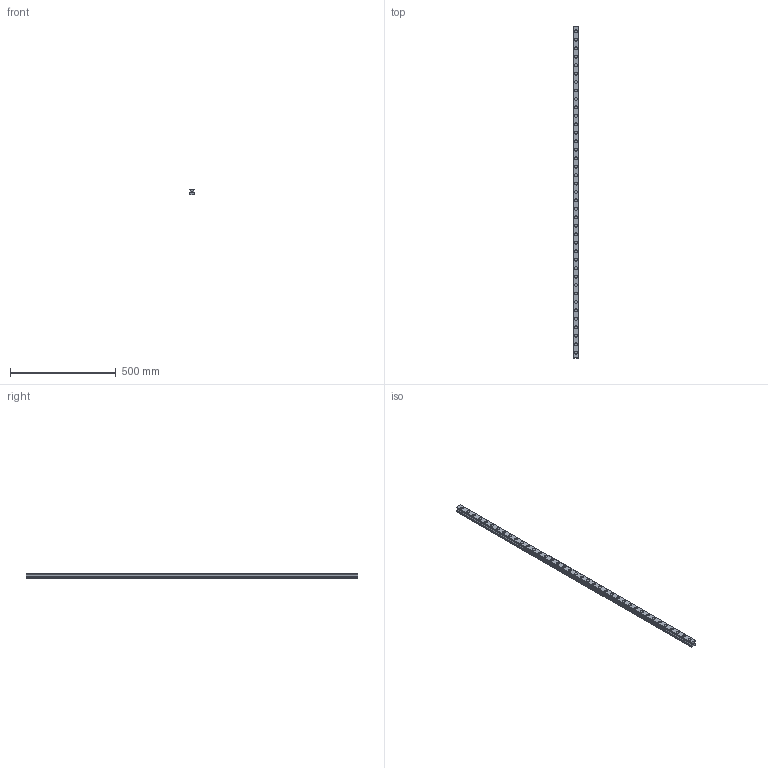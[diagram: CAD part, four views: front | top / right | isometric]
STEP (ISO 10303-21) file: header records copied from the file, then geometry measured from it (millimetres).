
FILE_DESCRIPTION(('STEP AP214'),'1');
FILE_NAME('cctmp_A287D10F-264E-445C-8CA2-0479F04A1A6F_2021_03_11_15_57_30_0254..stp','2021-03-11T14:57:30',('HIWIN GmbH'),('CADClick - www.CADClick.com'),'Spatial InterOp 3D',' ','unknown authorization');
FILE_SCHEMA(('AUTOMOTIVE_DESIGN'));
Length unit declared in the file: millimetre
Products named in the file (1): RGR30R1570H_FILE
Bounding box: 28 x 1570 x 28 mm (x, y, z)
Volume: 901636.5 mm3; surface area: 233192.8 mm2
Topology: 1 solids, 1 shells, 466 faces, 1029 edges, 686 vertices
Faces by surface type: cylinder 252, plane 214
Entity records: 16809 total; most frequent: DIRECTION 2467, CARTESIAN_POINT 2182, ORIENTED_EDGE 2058, EDGE_CURVE 1029, AXIS2_PLACEMENT_3D 971, VERTEX_POINT 686, EDGE_LOOP 587, LINE 525
